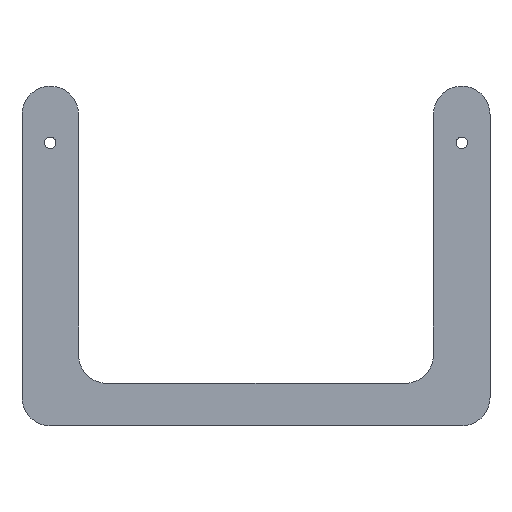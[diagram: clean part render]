
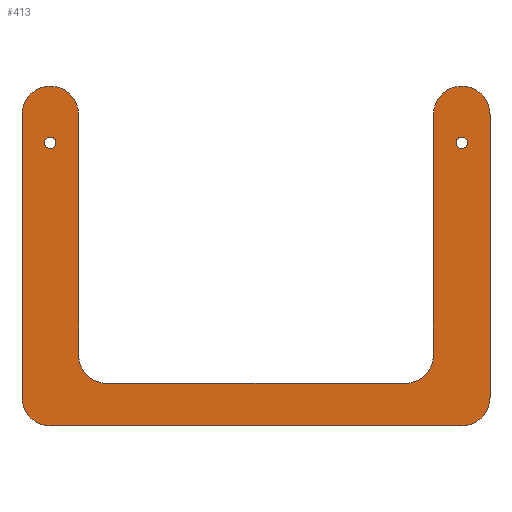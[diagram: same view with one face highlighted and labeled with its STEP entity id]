
A CAD part, front view. The second image highlights one B-rep face of the part: STEP entity #413.
In plain terms, the highlighted planar face has unit normal (0, -1, 0).
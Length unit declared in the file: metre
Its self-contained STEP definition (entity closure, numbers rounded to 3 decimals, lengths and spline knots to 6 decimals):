
#15=LINE('',#624,#51);
#22=LINE('',#638,#58);
#26=LINE('',#647,#62);
#30=LINE('',#656,#66);
#34=LINE('',#665,#70);
#38=LINE('',#684,#74);
#51=VECTOR('',#501,1.);
#58=VECTOR('',#510,1.);
#62=VECTOR('',#516,1.);
#66=VECTOR('',#522,1.);
#70=VECTOR('',#528,1.);
#74=VECTOR('',#546,1.);
#91=PLANE('',#457);
#142=ORIENTED_EDGE('',*,*,#240,.F.);
#143=ORIENTED_EDGE('',*,*,#239,.F.);
#144=ORIENTED_EDGE('',*,*,#216,.T.);
#145=ORIENTED_EDGE('',*,*,#250,.T.);
#146=ORIENTED_EDGE('',*,*,#223,.T.);
#147=ORIENTED_EDGE('',*,*,#251,.T.);
#148=ORIENTED_EDGE('',*,*,#227,.T.);
#149=ORIENTED_EDGE('',*,*,#252,.T.);
#150=ORIENTED_EDGE('',*,*,#231,.T.);
#151=ORIENTED_EDGE('',*,*,#253,.T.);
#152=ORIENTED_EDGE('',*,*,#235,.T.);
#153=ORIENTED_EDGE('',*,*,#254,.T.);
#154=ORIENTED_EDGE('',*,*,#243,.T.);
#155=ORIENTED_EDGE('',*,*,#255,.T.);
#216=EDGE_CURVE('',#272,#273,#15,.T.);
#223=EDGE_CURVE('',#278,#279,#22,.T.);
#227=EDGE_CURVE('',#282,#283,#26,.T.);
#231=EDGE_CURVE('',#286,#287,#30,.T.);
#235=EDGE_CURVE('',#290,#291,#34,.T.);
#239=EDGE_CURVE('',#294,#294,#309,.T.);
#240=EDGE_CURVE('',#295,#295,#310,.T.);
#243=EDGE_CURVE('',#298,#299,#38,.T.);
#250=EDGE_CURVE('',#273,#278,#313,.T.);
#251=EDGE_CURVE('',#279,#282,#314,.T.);
#252=EDGE_CURVE('',#283,#286,#315,.T.);
#253=EDGE_CURVE('',#287,#290,#316,.F.);
#254=EDGE_CURVE('',#291,#298,#317,.F.);
#255=EDGE_CURVE('',#299,#272,#318,.T.);
#272=VERTEX_POINT('',#625);
#273=VERTEX_POINT('',#626);
#278=VERTEX_POINT('',#639);
#279=VERTEX_POINT('',#640);
#282=VERTEX_POINT('',#648);
#283=VERTEX_POINT('',#649);
#286=VERTEX_POINT('',#657);
#287=VERTEX_POINT('',#658);
#290=VERTEX_POINT('',#666);
#291=VERTEX_POINT('',#667);
#294=VERTEX_POINT('',#675);
#295=VERTEX_POINT('',#678);
#298=VERTEX_POINT('',#685);
#299=VERTEX_POINT('',#686);
#309=CIRCLE('',#451,0.002);
#310=CIRCLE('',#453,0.002);
#313=CIRCLE('',#458,0.01);
#314=CIRCLE('',#459,0.01);
#315=CIRCLE('',#460,0.01);
#316=CIRCLE('',#461,0.01);
#317=CIRCLE('',#462,0.01);
#318=CIRCLE('',#463,0.01);
#341=EDGE_LOOP('',(#142));
#342=EDGE_LOOP('',(#143));
#343=EDGE_LOOP('',(#144,#145,#146,#147,#148,#149,#150,#151,#152,#153,#154,
#155));
#375=FACE_BOUND('',#341,.T.);
#376=FACE_BOUND('',#342,.T.);
#377=FACE_BOUND('',#343,.T.);
#413=ADVANCED_FACE('',(#375,#376,#377),#91,.T.);
#451=AXIS2_PLACEMENT_3D('',#674,#534,#535);
#453=AXIS2_PLACEMENT_3D('',#677,#538,#539);
#457=AXIS2_PLACEMENT_3D('',#697,#553,#554);
#458=AXIS2_PLACEMENT_3D('',#698,#555,#556);
#459=AXIS2_PLACEMENT_3D('',#699,#557,#558);
#460=AXIS2_PLACEMENT_3D('',#700,#559,#560);
#461=AXIS2_PLACEMENT_3D('',#701,#561,#562);
#462=AXIS2_PLACEMENT_3D('',#702,#563,#564);
#463=AXIS2_PLACEMENT_3D('',#703,#565,#566);
#501=DIRECTION('',(0.,0.,-1.));
#510=DIRECTION('',(1.,0.,0.));
#516=DIRECTION('',(0.,0.,1.));
#522=DIRECTION('',(0.,0.,-1.));
#528=DIRECTION('',(-1.,0.,0.));
#534=DIRECTION('',(0.,-1.,0.));
#535=DIRECTION('',(0.,0.,-1.));
#538=DIRECTION('',(0.,-1.,0.));
#539=DIRECTION('',(0.,0.,-1.));
#546=DIRECTION('',(0.,0.,1.));
#553=DIRECTION('',(0.,-1.,0.));
#554=DIRECTION('',(1.,0.,0.));
#555=DIRECTION('',(0.,-1.,0.));
#556=DIRECTION('',(0.,0.,-1.));
#557=DIRECTION('',(0.,-1.,0.));
#558=DIRECTION('',(0.,0.,-1.));
#559=DIRECTION('',(0.,-1.,0.));
#560=DIRECTION('',(0.,0.,-1.));
#561=DIRECTION('',(0.,-1.,0.));
#562=DIRECTION('',(0.,0.,-1.));
#563=DIRECTION('',(0.,-1.,0.));
#564=DIRECTION('',(0.,0.,-1.));
#565=DIRECTION('',(0.,-1.,0.));
#566=DIRECTION('',(0.,0.,-1.));
#624=CARTESIAN_POINT('',(-0.082668,-0.01,-0.04));
#625=CARTESIAN_POINT('',(-0.082668,-0.01,0.01));
#626=CARTESIAN_POINT('',(-0.082668,-0.01,-0.09));
#638=CARTESIAN_POINT('',(0.,-0.01,-0.1));
#639=CARTESIAN_POINT('',(-0.072668,-0.01,-0.1));
#640=CARTESIAN_POINT('',(0.072668,-0.01,-0.1));
#647=CARTESIAN_POINT('',(0.082668,-0.01,-0.04));
#648=CARTESIAN_POINT('',(0.082668,-0.01,-0.09));
#649=CARTESIAN_POINT('',(0.082668,-0.01,0.01));
#656=CARTESIAN_POINT('',(0.062668,-0.01,-0.0325));
#657=CARTESIAN_POINT('',(0.062668,-0.01,0.01));
#658=CARTESIAN_POINT('',(0.062668,-0.01,-0.075));
#665=CARTESIAN_POINT('',(0.,-0.01,-0.085));
#666=CARTESIAN_POINT('',(0.052668,-0.01,-0.085));
#667=CARTESIAN_POINT('',(-0.052668,-0.01,-0.085));
#674=CARTESIAN_POINT('',(-0.072668,-0.01,0.));
#675=CARTESIAN_POINT('',(-0.072668,-0.01,-0.002));
#677=CARTESIAN_POINT('',(0.072668,-0.01,0.));
#678=CARTESIAN_POINT('',(0.072668,-0.01,-0.002));
#684=CARTESIAN_POINT('',(-0.062668,-0.01,-0.0325));
#685=CARTESIAN_POINT('',(-0.062668,-0.01,-0.075));
#686=CARTESIAN_POINT('',(-0.062668,-0.01,0.01));
#697=CARTESIAN_POINT('',(0.067668,-0.01,0.));
#698=CARTESIAN_POINT('',(-0.072668,-0.01,-0.09));
#699=CARTESIAN_POINT('',(0.072668,-0.01,-0.09));
#700=CARTESIAN_POINT('',(0.072668,-0.01,0.01));
#701=CARTESIAN_POINT('',(0.052668,-0.01,-0.075));
#702=CARTESIAN_POINT('',(-0.052668,-0.01,-0.075));
#703=CARTESIAN_POINT('',(-0.072668,-0.01,0.01));
